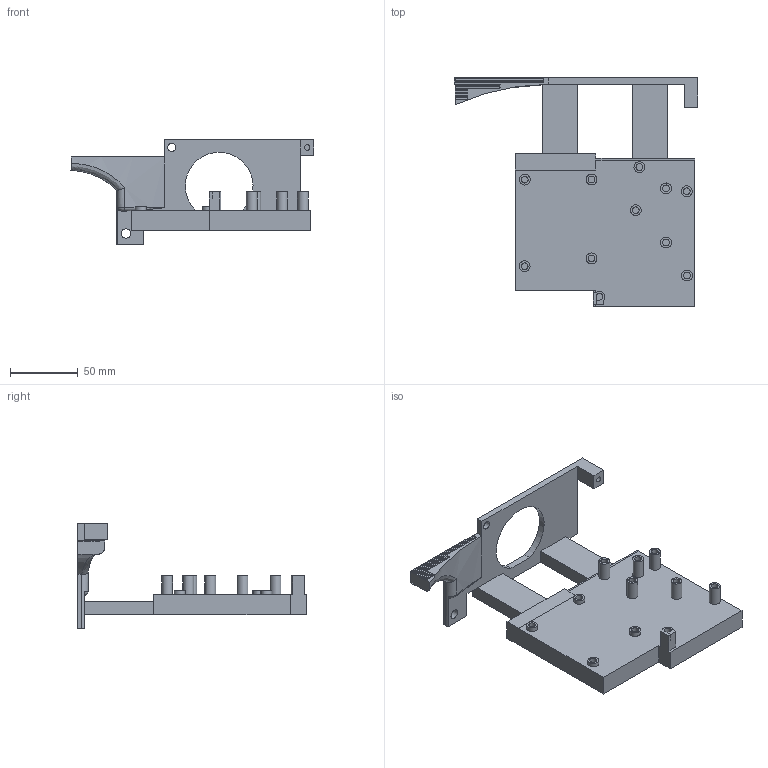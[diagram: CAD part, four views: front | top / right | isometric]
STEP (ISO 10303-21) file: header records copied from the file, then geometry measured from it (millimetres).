
FILE_DESCRIPTION(/* description */ (''),/* implementation_level */ '2;1');
FILE_NAME(/* name */ 'board mount.step',/* time_stamp */ '2025-12-08T09:16:06-05:00',/* author */ (''),/* organization */ (''),/* preprocessor_version */ 'ST-DEVELOPER v20.1',/* originating_system */ 'Autodesk Translation Framework v14.21.0.0',/* authorisation */ '');
FILE_SCHEMA (('AUTOMOTIVE_DESIGN { 1 0 10303 214 3 1 1 }'));
Length unit declared in the file: millimetre
Products named in the file (2): board mount; Component2
Assembly tree (1 placements, depth 2):
  board mount
    Component2
Bounding box: 180 x 168.9 x 77.5 mm (x, y, z)
Volume: 285951.3 mm3; surface area: 77172.1 mm2
Topology: 2 solids, 2 shells, 131 faces, 334 edges, 220 vertices
Faces by surface type: plane 83, cylinder 37, cone 8, bspline 2, torus 1
Full cylindrical faces by diameter (mm): 4.1 x1, 5 x10, 6 x1, 7 x1, 8 x10
Entity records: 4044 total; most frequent: CARTESIAN_POINT 776, DIRECTION 662, ORIENTED_EDGE 652, EDGE_CURVE 326, LINE 240, VECTOR 240, VERTEX_POINT 220, AXIS2_PLACEMENT_3D 211
